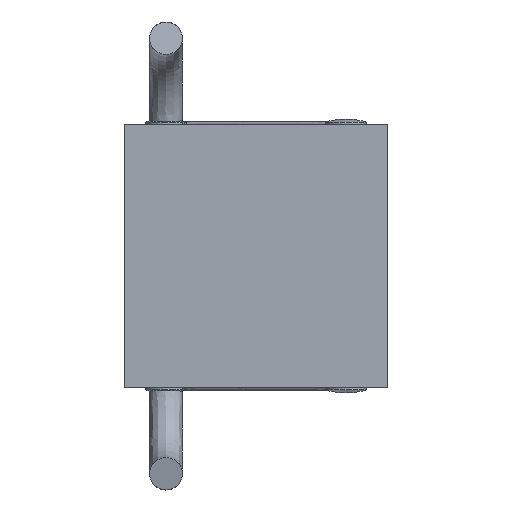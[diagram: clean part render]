
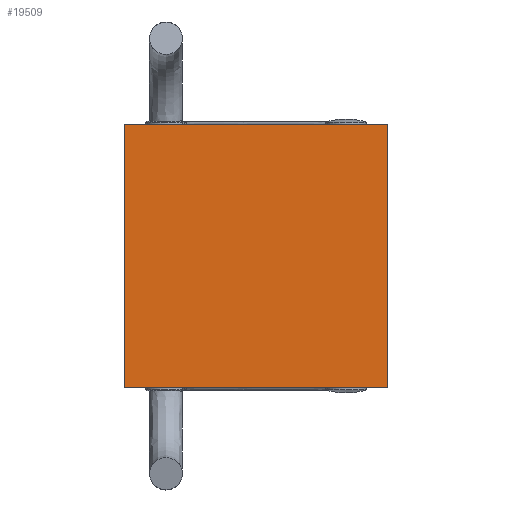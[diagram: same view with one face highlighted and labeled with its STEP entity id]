
A CAD part, front view. The second image highlights one B-rep face of the part: STEP entity #19509.
In plain terms, the highlighted planar face has unit normal (0, -1, 0).
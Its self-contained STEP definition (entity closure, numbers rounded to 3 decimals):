
#15 = FACE_OUTER_BOUND ( 'NONE', #13572, .T. ) ;
#877 = LINE ( 'NONE', #13770, #5121 ) ;
#2123 = LINE ( 'NONE', #13273, #10214 ) ;
#2330 = LINE ( 'NONE', #20251, #14690 ) ;
#2460 = DIRECTION ( 'NONE',  ( 0., 0., -1. ) ) ;
#2950 = VERTEX_POINT ( 'NONE', #20505 ) ;
#3055 = ORIENTED_EDGE ( 'NONE', *, *, #7943, .T. ) ;
#3338 = CARTESIAN_POINT ( 'NONE',  ( 0., -3.502, 0. ) ) ;
#4888 = CARTESIAN_POINT ( 'NONE',  ( 3.5, -3.502, -3.5 ) ) ;
#4957 = DIRECTION ( 'NONE',  ( 0., 0., -1. ) ) ;
#5121 = VECTOR ( 'NONE', #2460, 1000. ) ;
#7943 = EDGE_CURVE ( 'NONE', #11095, #2950, #2123, .T. ) ;
#9025 = ORIENTED_EDGE ( 'NONE', *, *, #13095, .T. ) ;
#9072 = VECTOR ( 'NONE', #11401, 1000. ) ;
#10041 = ORIENTED_EDGE ( 'NONE', *, *, #12209, .T. ) ;
#10214 = VECTOR ( 'NONE', #14905, 1000. ) ;
#10354 = DIRECTION ( 'NONE',  ( 1., 0., 0. ) ) ;
#11095 = VERTEX_POINT ( 'NONE', #16068 ) ;
#11357 = CARTESIAN_POINT ( 'NONE',  ( 3.5, -3.502, -3.5 ) ) ;
#11401 = DIRECTION ( 'NONE',  ( 0., 0., 1. ) ) ;
#11687 = AXIS2_PLACEMENT_3D ( 'NONE', #3338, #14623, #4957 ) ;
#12209 = EDGE_CURVE ( 'NONE', #17638, #18253, #2330, .T. ) ;
#13095 = EDGE_CURVE ( 'NONE', #18253, #11095, #13370, .T. ) ;
#13273 = CARTESIAN_POINT ( 'NONE',  ( 3.5, -3.502, 3.5 ) ) ;
#13370 = LINE ( 'NONE', #4888, #9072 ) ;
#13572 = EDGE_LOOP ( 'NONE', ( #16113, #10041, #9025, #3055 ) ) ;
#13770 = CARTESIAN_POINT ( 'NONE',  ( -3.5, -3.502, -3.5 ) ) ;
#14623 = DIRECTION ( 'NONE',  ( 0., -1., 0. ) ) ;
#14690 = VECTOR ( 'NONE', #10354, 1000. ) ;
#14905 = DIRECTION ( 'NONE',  ( -1., 0., 0. ) ) ;
#16068 = CARTESIAN_POINT ( 'NONE',  ( 3.5, -3.502, 3.5 ) ) ;
#16113 = ORIENTED_EDGE ( 'NONE', *, *, #18036, .T. ) ;
#17638 = VERTEX_POINT ( 'NONE', #18546 ) ;
#17812 = PLANE ( 'NONE',  #11687 ) ;
#18036 = EDGE_CURVE ( 'NONE', #2950, #17638, #877, .T. ) ;
#18253 = VERTEX_POINT ( 'NONE', #11357 ) ;
#18546 = CARTESIAN_POINT ( 'NONE',  ( -3.5, -3.502, -3.5 ) ) ;
#19509 = ADVANCED_FACE ( 'NONE', ( #15 ), #17812, .T. ) ;
#20251 = CARTESIAN_POINT ( 'NONE',  ( 3.5, -3.502, -3.5 ) ) ;
#20505 = CARTESIAN_POINT ( 'NONE',  ( -3.5, -3.502, 3.5 ) ) ;
